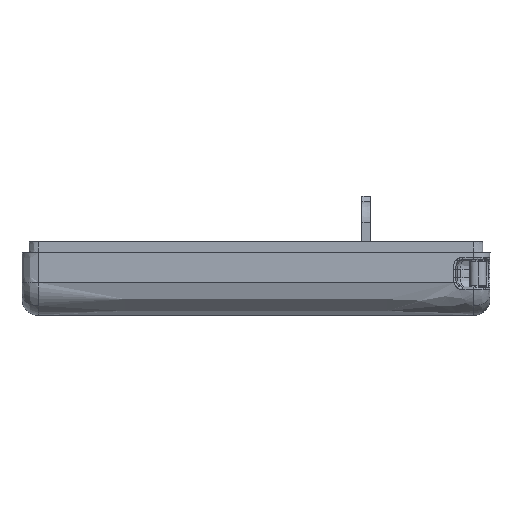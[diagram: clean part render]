
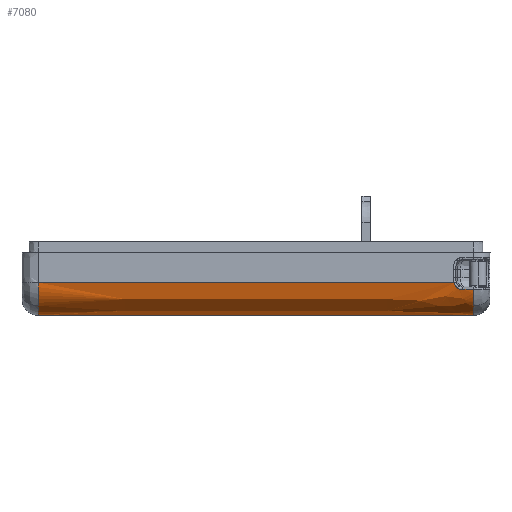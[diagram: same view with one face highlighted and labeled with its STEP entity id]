
A CAD part, front view. The second image highlights one B-rep face of the part: STEP entity #7080.
In plain terms, the highlighted free-form (B-spline) face has degree [5, 3] with [6, 4] control points.
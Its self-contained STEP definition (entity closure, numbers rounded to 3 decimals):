
#578=FACE_OUTER_BOUND('',#863,.T.);
#863=EDGE_LOOP('',(#6368,#6369,#6370,#6371,#6372,#6373,#6374,#6375,#6376));
#2123=B_SPLINE_CURVE_WITH_KNOTS('',3,(#21384,#21385,#21386,#21387,#21388,
#21389,#21390),.UNSPECIFIED.,.F.,.F.,(4,3,4),(-0.117,-0.019,
0.),.UNSPECIFIED.);
#2124=B_SPLINE_CURVE_WITH_KNOTS('',3,(#21392,#21393,#21394,#21395),
 .UNSPECIFIED.,.F.,.F.,(4,4),(0.604,3.224),
 .UNSPECIFIED.);
#2125=B_SPLINE_CURVE_WITH_KNOTS('',3,(#21397,#21398,#21399,#21400),
 .UNSPECIFIED.,.F.,.F.,(4,4),(0.,0.5),.UNSPECIFIED.);
#2126=B_SPLINE_CURVE_WITH_KNOTS('',3,(#21402,#21403,#21404,#21405),
 .UNSPECIFIED.,.F.,.F.,(4,4),(0.5,1.),.UNSPECIFIED.);
#2127=B_SPLINE_CURVE_WITH_KNOTS('',3,(#21407,#21408,#21409,#21410),
 .UNSPECIFIED.,.F.,.F.,(4,4),(-3.224,-0.481),
 .UNSPECIFIED.);
#2128=B_SPLINE_CURVE_WITH_KNOTS('',3,(#21412,#21413,#21414,#21415),
 .UNSPECIFIED.,.F.,.F.,(4,4),(-1.,-0.5),.UNSPECIFIED.);
#2129=B_SPLINE_CURVE_WITH_KNOTS('',3,(#21417,#21418,#21419,#21420),
 .UNSPECIFIED.,.F.,.F.,(4,4),(-0.5,-0.13),
 .UNSPECIFIED.);
#2130=B_SPLINE_CURVE_WITH_KNOTS('',3,(#21422,#21423,#21424,#21425),
 .UNSPECIFIED.,.F.,.F.,(4,4),(0.481,0.548),
 .UNSPECIFIED.);
#2131=B_SPLINE_CURVE_WITH_KNOTS('',3,(#21426,#21427,#21428,#21429),
 .UNSPECIFIED.,.F.,.F.,(4,4),(-0.112,0.),.UNSPECIFIED.);
#3537=VERTEX_POINT('',#21382);
#3538=VERTEX_POINT('',#21383);
#3539=VERTEX_POINT('',#21391);
#3540=VERTEX_POINT('',#21396);
#3541=VERTEX_POINT('',#21401);
#3542=VERTEX_POINT('',#21406);
#3543=VERTEX_POINT('',#21411);
#3544=VERTEX_POINT('',#21416);
#3545=VERTEX_POINT('',#21421);
#4952=EDGE_CURVE('',#3537,#3538,#2123,.T.);
#4953=EDGE_CURVE('',#3538,#3539,#2124,.T.);
#4954=EDGE_CURVE('',#3539,#3540,#2125,.T.);
#4955=EDGE_CURVE('',#3540,#3541,#2126,.T.);
#4956=EDGE_CURVE('',#3541,#3542,#2127,.T.);
#4957=EDGE_CURVE('',#3542,#3543,#2128,.T.);
#4958=EDGE_CURVE('',#3543,#3544,#2129,.T.);
#4959=EDGE_CURVE('',#3544,#3545,#2130,.T.);
#4960=EDGE_CURVE('',#3545,#3537,#2131,.T.);
#6368=ORIENTED_EDGE('',*,*,#4952,.T.);
#6369=ORIENTED_EDGE('',*,*,#4953,.T.);
#6370=ORIENTED_EDGE('',*,*,#4954,.T.);
#6371=ORIENTED_EDGE('',*,*,#4955,.T.);
#6372=ORIENTED_EDGE('',*,*,#4956,.T.);
#6373=ORIENTED_EDGE('',*,*,#4957,.T.);
#6374=ORIENTED_EDGE('',*,*,#4958,.T.);
#6375=ORIENTED_EDGE('',*,*,#4959,.T.);
#6376=ORIENTED_EDGE('',*,*,#4960,.T.);
#6796=B_SPLINE_SURFACE_WITH_KNOTS('',5,3,((#21358,#21359,#21360,#21361),
(#21362,#21363,#21364,#21365),(#21366,#21367,#21368,#21369),(#21370,#21371,
#21372,#21373),(#21374,#21375,#21376,#21377),(#21378,#21379,#21380,#21381)),
 .UNSPECIFIED.,.F.,.F.,.F.,(6,6),(4,4),(0.347,3.41),
(0.,1.),.UNSPECIFIED.);
#7080=ADVANCED_FACE('',(#578),#6796,.T.);
#21358=CARTESIAN_POINT('Ctrl Pts',(44.741,-16.,3.));
#21359=CARTESIAN_POINT('Ctrl Pts',(44.741,-15.998,-0.314));
#21360=CARTESIAN_POINT('Ctrl Pts',(44.741,-13.314,-2.998));
#21361=CARTESIAN_POINT('Ctrl Pts',(44.741,-10.,-3.));
#21362=CARTESIAN_POINT('Ctrl Pts',(27.04,-16.,3.));
#21363=CARTESIAN_POINT('Ctrl Pts',(27.04,-15.998,-0.314));
#21364=CARTESIAN_POINT('Ctrl Pts',(27.04,-13.314,-2.998));
#21365=CARTESIAN_POINT('Ctrl Pts',(27.04,-10.,-3.));
#21366=CARTESIAN_POINT('Ctrl Pts',(9.34,-16.,3.));
#21367=CARTESIAN_POINT('Ctrl Pts',(9.34,-15.998,-0.314));
#21368=CARTESIAN_POINT('Ctrl Pts',(9.34,-13.314,-2.998));
#21369=CARTESIAN_POINT('Ctrl Pts',(9.34,-10.,-3.));
#21370=CARTESIAN_POINT('Ctrl Pts',(-8.361,-16.,
3.));
#21371=CARTESIAN_POINT('Ctrl Pts',(-8.361,-15.998,
-0.314));
#21372=CARTESIAN_POINT('Ctrl Pts',(-8.361,-13.314,
-2.998));
#21373=CARTESIAN_POINT('Ctrl Pts',(-8.361,-10.,
-3.));
#21374=CARTESIAN_POINT('Ctrl Pts',(-26.062,-16.,
3.));
#21375=CARTESIAN_POINT('Ctrl Pts',(-26.062,-15.998,
-0.314));
#21376=CARTESIAN_POINT('Ctrl Pts',(-26.062,-13.314,
-2.998));
#21377=CARTESIAN_POINT('Ctrl Pts',(-26.062,-10.,
-3.));
#21378=CARTESIAN_POINT('Ctrl Pts',(-43.762,-16.,
3.));
#21379=CARTESIAN_POINT('Ctrl Pts',(-43.762,-15.998,-0.314));
#21380=CARTESIAN_POINT('Ctrl Pts',(-43.762,-13.314,
-2.998));
#21381=CARTESIAN_POINT('Ctrl Pts',(-43.762,-10.,
-3.));
#21382=CARTESIAN_POINT('',(37.904,-15.923,2.041));
#21383=CARTESIAN_POINT('',(37.316,-16.,3.));
#21384=CARTESIAN_POINT('Ctrl Pts',(37.904,-15.923,2.041));
#21385=CARTESIAN_POINT('Ctrl Pts',(37.609,-15.961,2.274));
#21386=CARTESIAN_POINT('Ctrl Pts',(37.451,-15.991,2.575));
#21387=CARTESIAN_POINT('Ctrl Pts',(37.36,-15.998,2.847));
#21388=CARTESIAN_POINT('Ctrl Pts',(37.343,-15.999,2.899));
#21389=CARTESIAN_POINT('Ctrl Pts',(37.328,-16.,2.95));
#21390=CARTESIAN_POINT('Ctrl Pts',(37.316,-16.,3.));
#21391=CARTESIAN_POINT('',(-38.399,-16.,3.));
#21392=CARTESIAN_POINT('Ctrl Pts',(37.316,-16.,3.));
#21393=CARTESIAN_POINT('Ctrl Pts',(12.077,-16.,3.));
#21394=CARTESIAN_POINT('Ctrl Pts',(-13.161,-16.,
3.));
#21395=CARTESIAN_POINT('Ctrl Pts',(-38.399,-16.,
3.));
#21396=CARTESIAN_POINT('',(-38.399,-14.243,-1.242));
#21397=CARTESIAN_POINT('Ctrl Pts',(-38.399,-16.,
3.));
#21398=CARTESIAN_POINT('Ctrl Pts',(-38.399,-15.999,
1.343));
#21399=CARTESIAN_POINT('Ctrl Pts',(-38.399,-15.328,
-0.156));
#21400=CARTESIAN_POINT('Ctrl Pts',(-38.399,-14.243,
-1.242));
#21401=CARTESIAN_POINT('',(-38.399,-10.,-3.));
#21402=CARTESIAN_POINT('Ctrl Pts',(-38.399,-14.243,
-1.242));
#21403=CARTESIAN_POINT('Ctrl Pts',(-38.399,-13.157,
-2.328));
#21404=CARTESIAN_POINT('Ctrl Pts',(-38.399,-11.658,
-2.999));
#21405=CARTESIAN_POINT('Ctrl Pts',(-38.399,-10.,
-3.));
#21406=CARTESIAN_POINT('',(40.878,-10.,-3.));
#21407=CARTESIAN_POINT('Ctrl Pts',(-38.399,-10.,
-3.));
#21408=CARTESIAN_POINT('Ctrl Pts',(-11.974,-10.,
-3.));
#21409=CARTESIAN_POINT('Ctrl Pts',(14.452,-10.,-3.));
#21410=CARTESIAN_POINT('Ctrl Pts',(40.878,-10.,-3.));
#21411=CARTESIAN_POINT('',(40.878,-14.242,-1.243));
#21412=CARTESIAN_POINT('Ctrl Pts',(40.878,-10.,-3.));
#21413=CARTESIAN_POINT('Ctrl Pts',(40.878,-11.657,-2.999));
#21414=CARTESIAN_POINT('Ctrl Pts',(40.878,-13.156,-2.328));
#21415=CARTESIAN_POINT('Ctrl Pts',(40.878,-14.242,-1.243));
#21416=CARTESIAN_POINT('',(40.878,-15.868,1.746));
#21417=CARTESIAN_POINT('Ctrl Pts',(40.878,-14.242,-1.243));
#21418=CARTESIAN_POINT('Ctrl Pts',(40.878,-15.046,-0.439));
#21419=CARTESIAN_POINT('Ctrl Pts',(40.878,-15.623,0.592));
#21420=CARTESIAN_POINT('Ctrl Pts',(40.878,-15.868,1.746));
#21421=CARTESIAN_POINT('',(38.926,-15.868,1.746));
#21422=CARTESIAN_POINT('Ctrl Pts',(40.878,-15.868,1.746));
#21423=CARTESIAN_POINT('Ctrl Pts',(40.227,-15.868,1.746));
#21424=CARTESIAN_POINT('Ctrl Pts',(39.576,-15.868,1.746));
#21425=CARTESIAN_POINT('Ctrl Pts',(38.926,-15.868,1.746));
#21426=CARTESIAN_POINT('Ctrl Pts',(38.926,-15.868,1.746));
#21427=CARTESIAN_POINT('Ctrl Pts',(38.311,-15.869,1.747));
#21428=CARTESIAN_POINT('Ctrl Pts',(38.101,-15.898,1.886));
#21429=CARTESIAN_POINT('Ctrl Pts',(37.904,-15.923,2.041));
